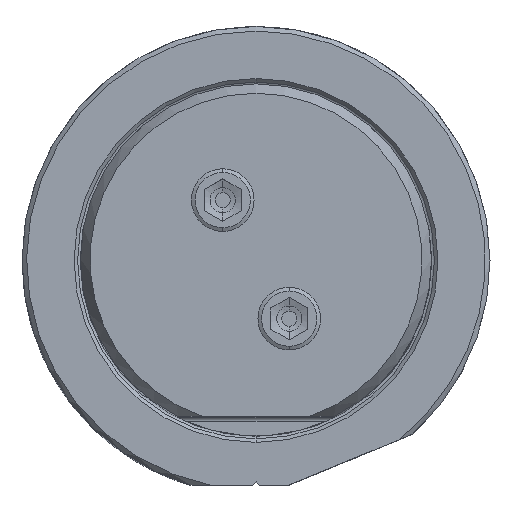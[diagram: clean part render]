
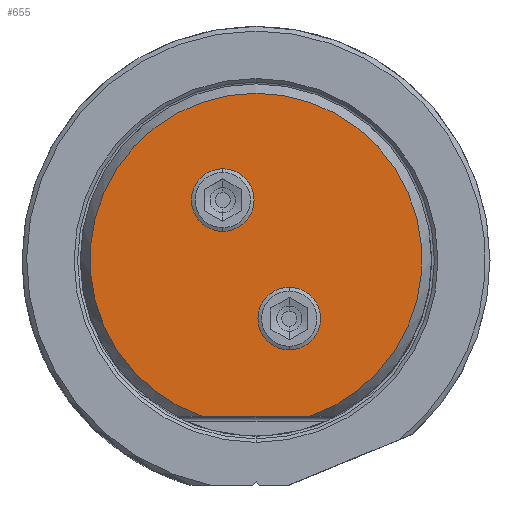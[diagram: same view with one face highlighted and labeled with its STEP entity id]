
A CAD part, top view. The second image highlights one B-rep face of the part: STEP entity #655.
In plain terms, the highlighted planar face has unit normal (0, 0, 1).
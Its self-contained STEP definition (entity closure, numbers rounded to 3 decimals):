
#207=PLANE('',#6197);
#655=ADVANCED_FACE('',(#1024,#1025,#1026),#207,.T.);
#1024=FACE_BOUND('',#1129,.T.);
#1025=FACE_BOUND('',#1130,.T.);
#1026=FACE_BOUND('',#1131,.T.);
#1129=EDGE_LOOP('',(#2928,#2929,#2930));
#1130=EDGE_LOOP('',(#2931,#2932));
#1131=EDGE_LOOP('',(#2933,#2934));
#1494=LINE('',#11611,#1818);
#1818=VECTOR('',#7191,1.);
#2111=CIRCLE('',#6187,18.022);
#2112=CIRCLE('',#6188,18.022);
#2113=CIRCLE('',#6193,3.4);
#2114=CIRCLE('',#6194,3.4);
#2115=CIRCLE('',#6195,3.4);
#2116=CIRCLE('',#6196,3.4);
#2928=ORIENTED_EDGE('',*,*,#5079,.T.);
#2929=ORIENTED_EDGE('',*,*,#5082,.F.);
#2930=ORIENTED_EDGE('',*,*,#5080,.T.);
#2931=ORIENTED_EDGE('',*,*,#5085,.T.);
#2932=ORIENTED_EDGE('',*,*,#5086,.T.);
#2933=ORIENTED_EDGE('',*,*,#5087,.T.);
#2934=ORIENTED_EDGE('',*,*,#5088,.T.);
#4409=VERTEX_POINT('',#11601);
#4410=VERTEX_POINT('',#11603);
#4411=VERTEX_POINT('',#11605);
#4412=VERTEX_POINT('',#11618);
#4413=VERTEX_POINT('',#11619);
#4414=VERTEX_POINT('',#11622);
#4415=VERTEX_POINT('',#11623);
#5079=EDGE_CURVE('',#4410,#4409,#2111,.T.);
#5080=EDGE_CURVE('',#4411,#4410,#2112,.T.);
#5082=EDGE_CURVE('',#4411,#4409,#1494,.T.);
#5085=EDGE_CURVE('',#4412,#4413,#2113,.T.);
#5086=EDGE_CURVE('',#4413,#4412,#2114,.T.);
#5087=EDGE_CURVE('',#4414,#4415,#2115,.T.);
#5088=EDGE_CURVE('',#4415,#4414,#2116,.T.);
#6187=AXIS2_PLACEMENT_3D('',#11602,#7185,#7186);
#6188=AXIS2_PLACEMENT_3D('',#11604,#7187,#7188);
#6193=AXIS2_PLACEMENT_3D('',#11617,#7200,#7201);
#6194=AXIS2_PLACEMENT_3D('',#11620,#7202,#7203);
#6195=AXIS2_PLACEMENT_3D('',#11621,#7204,#7205);
#6196=AXIS2_PLACEMENT_3D('',#11624,#7206,#7207);
#6197=AXIS2_PLACEMENT_3D('',#11625,#7208,#7209);
#7185=DIRECTION('',(0.,0.,1.));
#7186=DIRECTION('',(0.,1.,0.));
#7187=DIRECTION('',(0.,0.,1.));
#7188=DIRECTION('',(0.324,-0.946,0.));
#7191=DIRECTION('',(-1.,0.,0.));
#7200=DIRECTION('',(0.,0.,-1.));
#7201=DIRECTION('',(1.,0.,0.));
#7202=DIRECTION('',(0.,0.,-1.));
#7203=DIRECTION('',(-1.,0.,0.));
#7204=DIRECTION('',(0.,0.,-1.));
#7205=DIRECTION('',(1.,0.,0.));
#7206=DIRECTION('',(0.,0.,-1.));
#7207=DIRECTION('',(-1.,0.,0.));
#7208=DIRECTION('',(0.,0.,1.));
#7209=DIRECTION('',(1.,0.,0.));
#11601=CARTESIAN_POINT('',(-5.839,-17.05,69.85));
#11602=CARTESIAN_POINT('',(0.,0.,69.85));
#11603=CARTESIAN_POINT('',(0.,18.022,69.85));
#11604=CARTESIAN_POINT('',(0.,0.,69.85));
#11605=CARTESIAN_POINT('',(5.839,-17.05,69.85));
#11611=CARTESIAN_POINT('',(5.839,-17.05,69.85));
#11617=CARTESIAN_POINT('',(3.611,-6.433,69.85));
#11618=CARTESIAN_POINT('',(7.011,-6.433,69.85));
#11619=CARTESIAN_POINT('',(0.211,-6.433,69.85));
#11620=CARTESIAN_POINT('',(3.611,-6.433,69.85));
#11621=CARTESIAN_POINT('',(-3.611,6.433,69.85));
#11622=CARTESIAN_POINT('',(-0.211,6.433,69.85));
#11623=CARTESIAN_POINT('',(-7.011,6.433,69.85));
#11624=CARTESIAN_POINT('',(-3.611,6.433,69.85));
#11625=CARTESIAN_POINT('',(0.,0.486,69.85));
